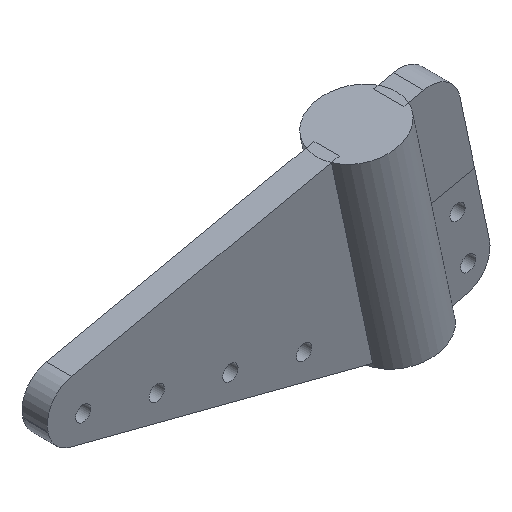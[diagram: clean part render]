
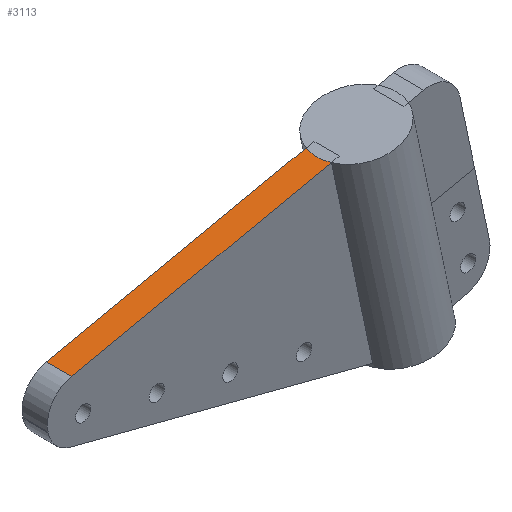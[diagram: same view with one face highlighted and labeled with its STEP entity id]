
A CAD part, isometric view. The second image highlights one B-rep face of the part: STEP entity #3113.
In plain terms, the highlighted planar face has unit normal (-0.208, 0, 0.978).
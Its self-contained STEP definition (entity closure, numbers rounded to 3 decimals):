
#746 = VERTEX_POINT('',#747);
#747 = CARTESIAN_POINT('',(148.043,2.6,1647.538));
#785 = PLANE('',#786);
#786 = AXIS2_PLACEMENT_3D('',#787,#788,#789);
#787 = CARTESIAN_POINT('',(128.202,2.6,1628.732));
#788 = DIRECTION('',(0.,-1.,0.));
#789 = DIRECTION('',(0.208,0.,-0.978));
#833 = VERTEX_POINT('',#834);
#834 = CARTESIAN_POINT('',(148.043,-2.4,1647.538));
#848 = PLANE('',#849);
#849 = AXIS2_PLACEMENT_3D('',#850,#851,#852);
#850 = CARTESIAN_POINT('',(128.202,-2.4,1628.732));
#851 = DIRECTION('',(0.,-1.,0.));
#852 = DIRECTION('',(0.208,0.,-0.978));
#955 = PLANE('',#956);
#956 = AXIS2_PLACEMENT_3D('',#957,#958,#959);
#957 = CARTESIAN_POINT('',(155.477,0.1,1649.118));
#958 = DIRECTION('',(-0.208,0.,0.978));
#959 = DIRECTION('',(0.978,0.,0.208));
#1896 = EDGE_CURVE('',#833,#1897,#1899,.T.);
#1897 = VERTEX_POINT('',#1898);
#1898 = CARTESIAN_POINT('',(96.788,-2.4,1636.644));
#1899 = SURFACE_CURVE('',#1900,(#1904,#1911),.PCURVE_S1.);
#1900 = LINE('',#1901,#1902);
#1901 = CARTESIAN_POINT('',(149.608,-2.4,1647.871));
#1902 = VECTOR('',#1903,1.);
#1903 = DIRECTION('',(-0.978,0.,-0.208));
#1904 = PCURVE('',#848,#1905);
#1905 = DEFINITIONAL_REPRESENTATION('',(#1906),#1910);
#1906 = LINE('',#1907,#1908);
#1907 = CARTESIAN_POINT('',(-14.271,24.918));
#1908 = VECTOR('',#1909,1.);
#1909 = DIRECTION('',(0.,-1.));
#1910 = ( GEOMETRIC_REPRESENTATION_CONTEXT(2) 
PARAMETRIC_REPRESENTATION_CONTEXT() REPRESENTATION_CONTEXT('2D SPACE',''
  ) );
#1911 = PCURVE('',#1912,#1917);
#1912 = PLANE('',#1913);
#1913 = AXIS2_PLACEMENT_3D('',#1914,#1915,#1916);
#1914 = CARTESIAN_POINT('',(149.608,2.6,1647.871));
#1915 = DIRECTION('',(0.208,0.,-0.978));
#1916 = DIRECTION('',(-0.978,0.,-0.208));
#1917 = DEFINITIONAL_REPRESENTATION('',(#1918),#1922);
#1918 = LINE('',#1919,#1920);
#1919 = CARTESIAN_POINT('',(0.,-5.));
#1920 = VECTOR('',#1921,1.);
#1921 = DIRECTION('',(1.,0.));
#1922 = ( GEOMETRIC_REPRESENTATION_CONTEXT(2) 
PARAMETRIC_REPRESENTATION_CONTEXT() REPRESENTATION_CONTEXT('2D SPACE',''
  ) );
#1941 = CYLINDRICAL_SURFACE('',#1942,6.);
#1942 = AXIS2_PLACEMENT_3D('',#1943,#1944,#1945);
#1943 = CARTESIAN_POINT('',(98.035,2.6,1630.775));
#1944 = DIRECTION('',(0.,-1.,0.));
#1945 = DIRECTION('',(-0.208,0.,0.978));
#2212 = EDGE_CURVE('',#746,#2213,#2215,.T.);
#2213 = VERTEX_POINT('',#2214);
#2214 = CARTESIAN_POINT('',(96.788,2.6,1636.644));
#2215 = SURFACE_CURVE('',#2216,(#2220,#2227),.PCURVE_S1.);
#2216 = LINE('',#2217,#2218);
#2217 = CARTESIAN_POINT('',(149.608,2.6,1647.871));
#2218 = VECTOR('',#2219,1.);
#2219 = DIRECTION('',(-0.978,0.,-0.208));
#2220 = PCURVE('',#785,#2221);
#2221 = DEFINITIONAL_REPRESENTATION('',(#2222),#2226);
#2222 = LINE('',#2223,#2224);
#2223 = CARTESIAN_POINT('',(-14.271,24.918));
#2224 = VECTOR('',#2225,1.);
#2225 = DIRECTION('',(0.,-1.));
#2226 = ( GEOMETRIC_REPRESENTATION_CONTEXT(2) 
PARAMETRIC_REPRESENTATION_CONTEXT() REPRESENTATION_CONTEXT('2D SPACE',''
  ) );
#2227 = PCURVE('',#1912,#2228);
#2228 = DEFINITIONAL_REPRESENTATION('',(#2229),#2233);
#2229 = LINE('',#2230,#2231);
#2230 = CARTESIAN_POINT('',(0.,0.));
#2231 = VECTOR('',#2232,1.);
#2232 = DIRECTION('',(1.,0.));
#2233 = ( GEOMETRIC_REPRESENTATION_CONTEXT(2) 
PARAMETRIC_REPRESENTATION_CONTEXT() REPRESENTATION_CONTEXT('2D SPACE',''
  ) );
#2418 = EDGE_CURVE('',#746,#833,#2419,.T.);
#2419 = SURFACE_CURVE('',#2420,(#2425,#2432),.PCURVE_S1.);
#2420 = CIRCLE('',#2421,8.);
#2421 = AXIS2_PLACEMENT_3D('',#2422,#2423,#2424);
#2422 = CARTESIAN_POINT('',(155.477,0.1,1649.118));
#2423 = DIRECTION('',(-0.208,0.,0.978));
#2424 = DIRECTION('',(0.978,0.,0.208));
#2425 = PCURVE('',#955,#2426);
#2426 = DEFINITIONAL_REPRESENTATION('',(#2427),#2431);
#2427 = CIRCLE('',#2428,8.);
#2428 = AXIS2_PLACEMENT_2D('',#2429,#2430);
#2429 = CARTESIAN_POINT('',(0.,0.));
#2430 = DIRECTION('',(1.,0.));
#2431 = ( GEOMETRIC_REPRESENTATION_CONTEXT(2) 
PARAMETRIC_REPRESENTATION_CONTEXT() REPRESENTATION_CONTEXT('2D SPACE',''
  ) );
#2432 = PCURVE('',#1912,#2433);
#2433 = DEFINITIONAL_REPRESENTATION('',(#2434),#2442);
#2434 = ( BOUNDED_CURVE() B_SPLINE_CURVE(2,(#2435,#2436,#2437,#2438,
#2439,#2440,#2441),.UNSPECIFIED.,.T.,.F.) B_SPLINE_CURVE_WITH_KNOTS((1,2
    ,2,2,2,1),(-2.094,0.,2.094,4.189,
6.283,8.378),.UNSPECIFIED.) CURVE() 
GEOMETRIC_REPRESENTATION_ITEM() RATIONAL_B_SPLINE_CURVE((1.,0.5,1.,0.5,
1.,0.5,1.)) REPRESENTATION_ITEM('') );
#2435 = CARTESIAN_POINT('',(-14.,-2.5));
#2436 = CARTESIAN_POINT('',(-14.,11.356));
#2437 = CARTESIAN_POINT('',(-2.,4.428));
#2438 = CARTESIAN_POINT('',(10.,-2.5));
#2439 = CARTESIAN_POINT('',(-2.,-9.428));
#2440 = CARTESIAN_POINT('',(-14.,-16.356));
#2441 = CARTESIAN_POINT('',(-14.,-2.5));
#2442 = ( GEOMETRIC_REPRESENTATION_CONTEXT(2) 
PARAMETRIC_REPRESENTATION_CONTEXT() REPRESENTATION_CONTEXT('2D SPACE',''
  ) );
#3113 = ADVANCED_FACE('',(#3114),#1912,.F.);
#3114 = FACE_BOUND('',#3115,.F.);
#3115 = EDGE_LOOP('',(#3116,#3117,#3118,#3119));
#3116 = ORIENTED_EDGE('',*,*,#2212,.F.);
#3117 = ORIENTED_EDGE('',*,*,#2418,.T.);
#3118 = ORIENTED_EDGE('',*,*,#1896,.T.);
#3119 = ORIENTED_EDGE('',*,*,#3120,.F.);
#3120 = EDGE_CURVE('',#2213,#1897,#3121,.T.);
#3121 = SURFACE_CURVE('',#3122,(#3126,#3133),.PCURVE_S1.);
#3122 = LINE('',#3123,#3124);
#3123 = CARTESIAN_POINT('',(96.788,2.6,1636.644));
#3124 = VECTOR('',#3125,1.);
#3125 = DIRECTION('',(0.,-1.,0.));
#3126 = PCURVE('',#1912,#3127);
#3127 = DEFINITIONAL_REPRESENTATION('',(#3128),#3132);
#3128 = LINE('',#3129,#3130);
#3129 = CARTESIAN_POINT('',(54.,0.));
#3130 = VECTOR('',#3131,1.);
#3131 = DIRECTION('',(-0.,-1.));
#3132 = ( GEOMETRIC_REPRESENTATION_CONTEXT(2) 
PARAMETRIC_REPRESENTATION_CONTEXT() REPRESENTATION_CONTEXT('2D SPACE',''
  ) );
#3133 = PCURVE('',#1941,#3134);
#3134 = DEFINITIONAL_REPRESENTATION('',(#3135),#3139);
#3135 = LINE('',#3136,#3137);
#3136 = CARTESIAN_POINT('',(0.,0.));
#3137 = VECTOR('',#3138,1.);
#3138 = DIRECTION('',(0.,1.));
#3139 = ( GEOMETRIC_REPRESENTATION_CONTEXT(2) 
PARAMETRIC_REPRESENTATION_CONTEXT() REPRESENTATION_CONTEXT('2D SPACE',''
  ) );
